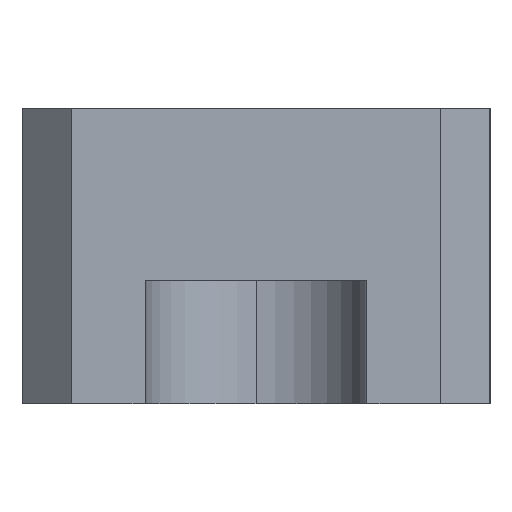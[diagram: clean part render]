
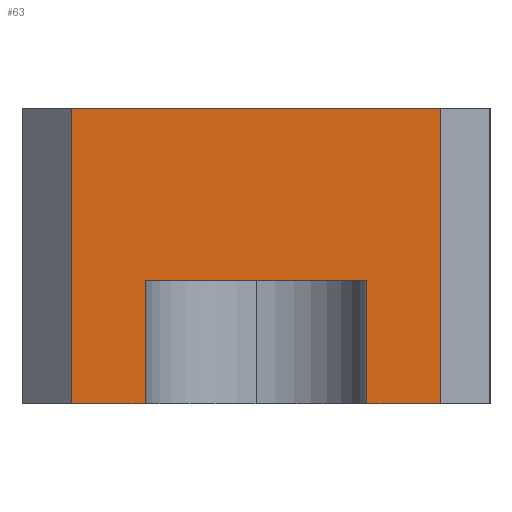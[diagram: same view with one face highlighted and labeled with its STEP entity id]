
A CAD part, left-side view. The second image highlights one B-rep face of the part: STEP entity #63.
In plain terms, the highlighted planar face has unit normal (-1, 0, 0).
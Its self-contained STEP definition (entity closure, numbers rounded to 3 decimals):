
#10 = CARTESIAN_POINT ( 'NONE',  ( -51., 7.5, 12. ) ) ;
#34 = VERTEX_POINT ( 'NONE', #241 ) ;
#35 = DIRECTION ( 'NONE',  ( 0., 0., -1. ) ) ;
#38 = DIRECTION ( 'NONE',  ( 0., 0., -1. ) ) ;
#41 = ORIENTED_EDGE ( 'NONE', *, *, #368, .F. ) ;
#54 = VECTOR ( 'NONE', #442, 1000. ) ;
#60 = DIRECTION ( 'NONE',  ( 0., 0., -1. ) ) ;
#63 = ADVANCED_FACE ( 'NONE', ( #355 ), #364, .T. ) ;
#68 = CARTESIAN_POINT ( 'NONE',  ( -51., -7.5, 12. ) ) ;
#69 = VERTEX_POINT ( 'NONE', #144 ) ;
#87 = LINE ( 'NONE', #670, #373 ) ;
#100 = EDGE_CURVE ( 'NONE', #208, #256, #388, .T. ) ;
#119 = ORIENTED_EDGE ( 'NONE', *, *, #696, .T. ) ;
#144 = CARTESIAN_POINT ( 'NONE',  ( -51., 7.5, 0. ) ) ;
#146 = ORIENTED_EDGE ( 'NONE', *, *, #313, .F. ) ;
#149 = EDGE_CURVE ( 'NONE', #208, #589, #528, .T. ) ;
#188 = DIRECTION ( 'NONE',  ( 0., 0., -1. ) ) ;
#196 = CARTESIAN_POINT ( 'NONE',  ( -51., -7.5, 12. ) ) ;
#208 = VERTEX_POINT ( 'NONE', #221 ) ;
#211 = CARTESIAN_POINT ( 'NONE',  ( -51., -7.5, 5. ) ) ;
#221 = CARTESIAN_POINT ( 'NONE',  ( -51., 4.5, 5. ) ) ;
#231 = CARTESIAN_POINT ( 'NONE',  ( -51., -7.5, 0. ) ) ;
#233 = EDGE_CURVE ( 'NONE', #34, #268, #553, .T. ) ;
#241 = CARTESIAN_POINT ( 'NONE',  ( -51., -7.5, 12. ) ) ;
#256 = VERTEX_POINT ( 'NONE', #349 ) ;
#268 = VERTEX_POINT ( 'NONE', #10 ) ;
#273 = CARTESIAN_POINT ( 'NONE',  ( -51., 4.5, 12. ) ) ;
#282 = EDGE_CURVE ( 'NONE', #589, #69, #659, .T. ) ;
#297 = VECTOR ( 'NONE', #403, 1000. ) ;
#302 = LINE ( 'NONE', #510, #346 ) ;
#313 = EDGE_CURVE ( 'NONE', #34, #448, #337, .T. ) ;
#321 = VECTOR ( 'NONE', #188, 1000. ) ;
#325 = ORIENTED_EDGE ( 'NONE', *, *, #233, .T. ) ;
#331 = VECTOR ( 'NONE', #398, 1000. ) ;
#337 = LINE ( 'NONE', #550, #485 ) ;
#338 = ORIENTED_EDGE ( 'NONE', *, *, #282, .F. ) ;
#346 = VECTOR ( 'NONE', #399, 1000. ) ;
#349 = CARTESIAN_POINT ( 'NONE',  ( -51., -4.5, 5. ) ) ;
#355 = FACE_OUTER_BOUND ( 'NONE', #484, .T. ) ;
#364 = PLANE ( 'NONE',  #646 ) ;
#368 = EDGE_CURVE ( 'NONE', #448, #702, #87, .T. ) ;
#373 = VECTOR ( 'NONE', #407, 1000. ) ;
#381 = VECTOR ( 'NONE', #38, 1000. ) ;
#388 = LINE ( 'NONE', #211, #54 ) ;
#390 = ORIENTED_EDGE ( 'NONE', *, *, #100, .T. ) ;
#398 = DIRECTION ( 'NONE',  ( 0., 1., 0. ) ) ;
#399 = DIRECTION ( 'NONE',  ( 0., 0., -1. ) ) ;
#403 = DIRECTION ( 'NONE',  ( 0., 1., 0. ) ) ;
#407 = DIRECTION ( 'NONE',  ( 0., 1., 0. ) ) ;
#411 = CARTESIAN_POINT ( 'NONE',  ( -51., 7.5, 12. ) ) ;
#442 = DIRECTION ( 'NONE',  ( 0., -1., 0. ) ) ;
#448 = VERTEX_POINT ( 'NONE', #684 ) ;
#449 = CARTESIAN_POINT ( 'NONE',  ( -51., -4.5, 0. ) ) ;
#484 = EDGE_LOOP ( 'NONE', ( #390, #119, #41, #146, #325, #637, #338, #578 ) ) ;
#485 = VECTOR ( 'NONE', #60, 1000. ) ;
#510 = CARTESIAN_POINT ( 'NONE',  ( -51., -4.5, 12. ) ) ;
#528 = LINE ( 'NONE', #273, #381 ) ;
#550 = CARTESIAN_POINT ( 'NONE',  ( -51., -7.5, 12. ) ) ;
#553 = LINE ( 'NONE', #68, #297 ) ;
#576 = DIRECTION ( 'NONE',  ( -1., 0., 0. ) ) ;
#578 = ORIENTED_EDGE ( 'NONE', *, *, #149, .F. ) ;
#589 = VERTEX_POINT ( 'NONE', #660 ) ;
#637 = ORIENTED_EDGE ( 'NONE', *, *, #657, .T. ) ;
#646 = AXIS2_PLACEMENT_3D ( 'NONE', #196, #576, #35 ) ;
#657 = EDGE_CURVE ( 'NONE', #268, #69, #671, .T. ) ;
#659 = LINE ( 'NONE', #231, #331 ) ;
#660 = CARTESIAN_POINT ( 'NONE',  ( -51., 4.5, 0. ) ) ;
#670 = CARTESIAN_POINT ( 'NONE',  ( -51., -7.5, 0. ) ) ;
#671 = LINE ( 'NONE', #411, #321 ) ;
#684 = CARTESIAN_POINT ( 'NONE',  ( -51., -7.5, 0. ) ) ;
#696 = EDGE_CURVE ( 'NONE', #256, #702, #302, .T. ) ;
#702 = VERTEX_POINT ( 'NONE', #449 ) ;
